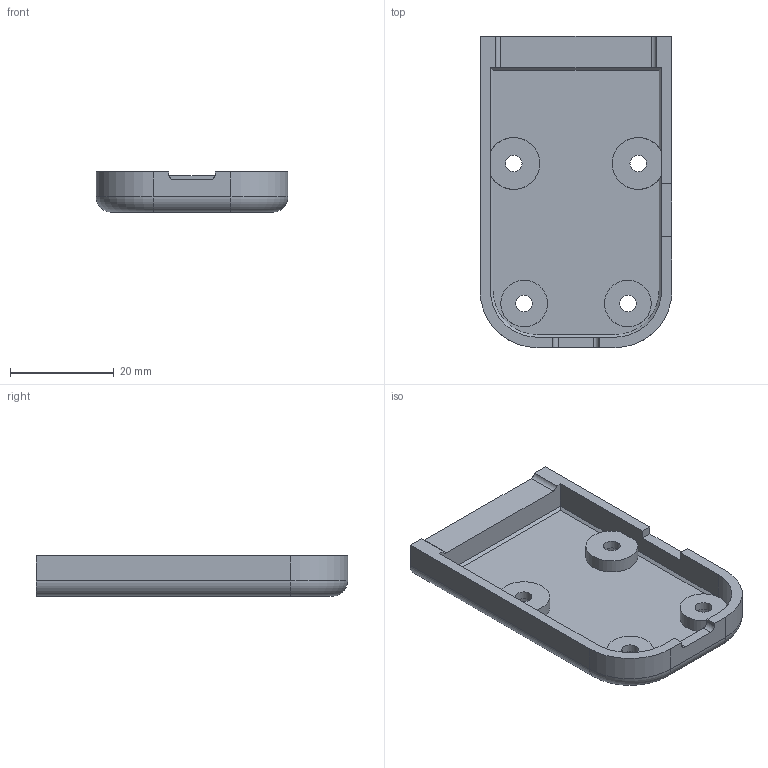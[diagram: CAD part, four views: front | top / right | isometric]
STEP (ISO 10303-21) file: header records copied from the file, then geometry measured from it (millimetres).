
FILE_DESCRIPTION(/* description */ (''),/* implementation_level */ '2;1');
FILE_NAME(/* name */ 'housing_lower.step',/* time_stamp */ '2021-07-28T17:00:55+02:00',/* author */ (''),/* organization */ (''),/* preprocessor_version */ 'ST-DEVELOPER v18.1',/* originating_system */ 'Autodesk Translation Framework v10.9.0.1377',/* authorisation */ '');
FILE_SCHEMA (('AUTOMOTIVE_DESIGN { 1 0 10303 214 3 1 1 }'));
Length unit declared in the file: millimetre
Products named in the file (1): housing_lower
Bounding box: 37 x 60 x 7.8 mm (x, y, z)
Volume: 7021.8 mm3; surface area: 6850.5 mm2
Topology: 1 solids, 1 shells, 65 faces, 160 edges, 101 vertices
Faces by surface type: plane 34, cylinder 23, cone 6, torus 2
Full cylindrical faces by diameter (mm): 3.2 x4, 6 x4, 9 x2
Entity records: 1966 total; most frequent: DIRECTION 351, CARTESIAN_POINT 327, ORIENTED_EDGE 320, EDGE_CURVE 160, AXIS2_PLACEMENT_3D 125, LINE 101, VECTOR 101, VERTEX_POINT 101
